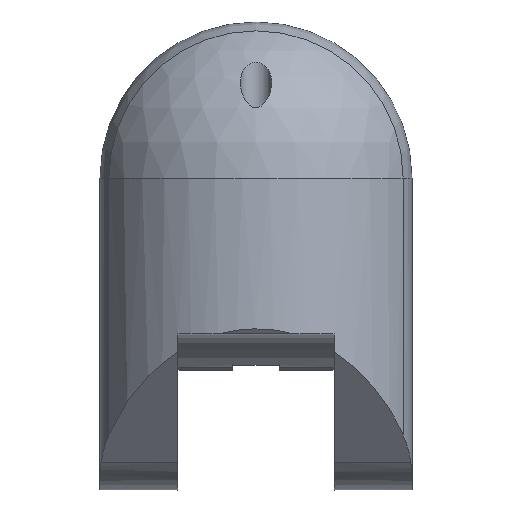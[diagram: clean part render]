
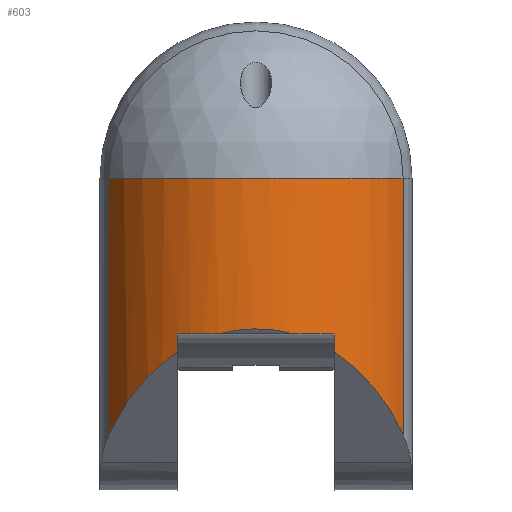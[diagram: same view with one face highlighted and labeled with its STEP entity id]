
A CAD part, front view. The second image highlights one B-rep face of the part: STEP entity #603.
In plain terms, the highlighted cylindrical face has radius 10.643 mm (diameter 21.286 mm), a partial arc.
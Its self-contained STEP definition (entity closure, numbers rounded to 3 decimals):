
#18=ELLIPSE('',#664,16.557,10.643);
#20=ELLIPSE('',#667,16.557,10.643);
#22=ELLIPSE('',#672,16.557,10.643);
#72=FACE_OUTER_BOUND('',#109,.T.);
#109=EDGE_LOOP('',(#543,#544,#545,#546,#547,#548,#549,#550,#551,#552));
#150=LINE('',#1074,#193);
#156=LINE('',#1093,#199);
#160=LINE('',#1129,#203);
#162=LINE('',#1157,#205);
#193=VECTOR('',#790,10.);
#199=VECTOR('',#810,10.);
#203=VECTOR('',#840,10.);
#205=VECTOR('',#862,10.);
#226=CIRCLE('',#656,10.643);
#227=CIRCLE('',#657,10.643);
#236=CIRCLE('',#683,10.643);
#278=VERTEX_POINT('',#1071);
#279=VERTEX_POINT('',#1073);
#280=VERTEX_POINT('',#1077);
#281=VERTEX_POINT('',#1078);
#282=VERTEX_POINT('',#1080);
#285=VERTEX_POINT('',#1091);
#287=VERTEX_POINT('',#1104);
#290=VERTEX_POINT('',#1121);
#292=VERTEX_POINT('',#1127);
#293=VERTEX_POINT('',#1151);
#351=EDGE_CURVE('',#279,#278,#150,.T.);
#353=EDGE_CURVE('',#280,#281,#226,.T.);
#355=EDGE_CURVE('',#278,#282,#227,.T.);
#361=EDGE_CURVE('',#281,#285,#156,.T.);
#364=EDGE_CURVE('',#287,#279,#18,.T.);
#366=EDGE_CURVE('',#282,#280,#20,.T.);
#371=EDGE_CURVE('',#285,#290,#22,.T.);
#374=EDGE_CURVE('',#290,#292,#160,.T.);
#380=EDGE_CURVE('',#293,#292,#236,.T.);
#381=EDGE_CURVE('',#287,#293,#162,.T.);
#543=ORIENTED_EDGE('',*,*,#361,.T.);
#544=ORIENTED_EDGE('',*,*,#371,.T.);
#545=ORIENTED_EDGE('',*,*,#374,.T.);
#546=ORIENTED_EDGE('',*,*,#380,.F.);
#547=ORIENTED_EDGE('',*,*,#381,.F.);
#548=ORIENTED_EDGE('',*,*,#364,.T.);
#549=ORIENTED_EDGE('',*,*,#351,.T.);
#550=ORIENTED_EDGE('',*,*,#355,.T.);
#551=ORIENTED_EDGE('',*,*,#366,.T.);
#552=ORIENTED_EDGE('',*,*,#353,.T.);
#571=CYLINDRICAL_SURFACE('',#684,10.643);
#603=ADVANCED_FACE('',(#72),#571,.T.);
#656=AXIS2_PLACEMENT_3D('',#1079,#794,#795);
#657=AXIS2_PLACEMENT_3D('',#1082,#797,#798);
#664=AXIS2_PLACEMENT_3D('',#1105,#816,#817);
#667=AXIS2_PLACEMENT_3D('',#1108,#822,#823);
#672=AXIS2_PLACEMENT_3D('',#1123,#833,#834);
#683=AXIS2_PLACEMENT_3D('',#1155,#858,#859);
#684=AXIS2_PLACEMENT_3D('',#1156,#860,#861);
#790=DIRECTION('',(0.,0.,1.));
#794=DIRECTION('center_axis',(0.,0.,1.));
#795=DIRECTION('ref_axis',(-0.886,-0.464,0.));
#797=DIRECTION('center_axis',(0.,0.,1.));
#798=DIRECTION('ref_axis',(-0.886,-0.464,0.));
#810=DIRECTION('',(0.,0.,-1.));
#816=DIRECTION('center_axis',(0.,0.766,0.643));
#817=DIRECTION('ref_axis',(0.,-0.643,0.766));
#822=DIRECTION('center_axis',(0.,0.766,0.643));
#823=DIRECTION('ref_axis',(0.,-0.643,0.766));
#833=DIRECTION('center_axis',(0.,0.766,0.643));
#834=DIRECTION('ref_axis',(0.,-0.643,0.766));
#840=DIRECTION('',(0.,0.,1.));
#858=DIRECTION('center_axis',(0.,0.,1.));
#859=DIRECTION('ref_axis',(-0.886,-0.464,0.));
#860=DIRECTION('center_axis',(0.,0.,1.));
#861=DIRECTION('ref_axis',(-0.886,-0.464,0.));
#862=DIRECTION('',(0.,0.,1.));
#1071=CARTESIAN_POINT('',(-5.,-5.752,10.));
#1073=CARTESIAN_POINT('',(-5.,-5.752,8.844));
#1074=CARTESIAN_POINT('',(-5.,-5.752,0.));
#1077=CARTESIAN_POINT('',(2.414,-6.723,10.));
#1078=CARTESIAN_POINT('',(5.,-5.752,10.));
#1079=CARTESIAN_POINT('Origin',(0.,3.643,10.));
#1080=CARTESIAN_POINT('',(-2.414,-6.723,10.));
#1082=CARTESIAN_POINT('Origin',(0.,3.643,10.));
#1091=CARTESIAN_POINT('',(5.,-5.752,8.844));
#1093=CARTESIAN_POINT('',(5.,-5.752,0.));
#1104=CARTESIAN_POINT('',(-9.43,-1.291,3.526));
#1105=CARTESIAN_POINT('Origin',(0.,3.643,-2.353));
#1108=CARTESIAN_POINT('Origin',(0.,3.643,-2.353));
#1121=CARTESIAN_POINT('',(9.43,-1.291,3.526));
#1123=CARTESIAN_POINT('Origin',(0.,3.643,-2.353));
#1127=CARTESIAN_POINT('',(9.43,-1.291,20.));
#1129=CARTESIAN_POINT('',(9.43,-1.291,0.));
#1151=CARTESIAN_POINT('',(-9.43,-1.291,20.));
#1155=CARTESIAN_POINT('Origin',(0.,3.643,20.));
#1156=CARTESIAN_POINT('Origin',(0.,3.643,0.));
#1157=CARTESIAN_POINT('',(-9.43,-1.291,0.));
